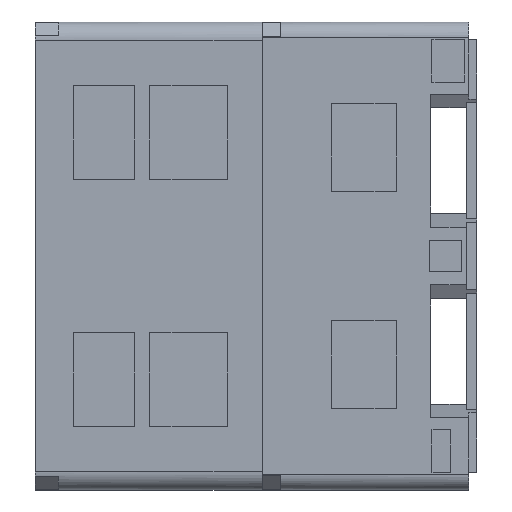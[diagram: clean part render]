
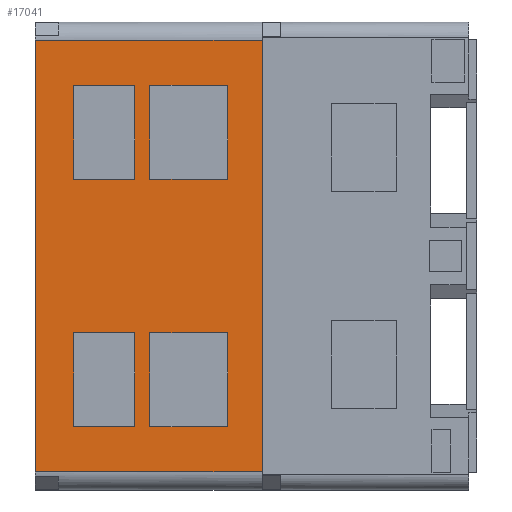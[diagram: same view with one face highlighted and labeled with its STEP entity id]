
A CAD part, left-side view. The second image highlights one B-rep face of the part: STEP entity #17041.
In plain terms, the highlighted face is planar.
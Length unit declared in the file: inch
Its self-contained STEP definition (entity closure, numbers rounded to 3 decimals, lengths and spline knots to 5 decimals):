
#15749=DIRECTION('',(0.,0.,-1.));
#15750=VECTOR('',#15749,41.);
#15751=CARTESIAN_POINT('',(0.,0.,20.5));
#15752=LINE('',#15751,#15750);
#15987=DIRECTION('',(0.,1.,0.));
#15988=VECTOR('',#15987,21.58);
#15989=CARTESIAN_POINT('',(0.,0.,-20.5));
#15990=LINE('',#15989,#15988);
#16054=DIRECTION('',(0.,0.,-1.));
#16055=VECTOR('',#16054,41.);
#16056=CARTESIAN_POINT('',(0.,21.58,20.5));
#16057=LINE('',#16056,#16055);
#16080=DIRECTION('',(0.,1.,0.));
#16081=VECTOR('',#16080,21.58);
#16082=CARTESIAN_POINT('',(0.,0.,20.5));
#16083=LINE('',#16082,#16081);
#16084=DIRECTION('',(0.,1.,0.));
#16085=VECTOR('',#16084,5.813);
#16086=CARTESIAN_POINT('',(0.,12.13,7.282));
#16087=LINE('',#16086,#16085);
#16088=DIRECTION('',(0.,0.,1.));
#16089=VECTOR('',#16088,8.936);
#16090=CARTESIAN_POINT('',(0.,17.943,7.282));
#16091=LINE('',#16090,#16089);
#16092=DIRECTION('',(0.,-1.,0.));
#16093=VECTOR('',#16092,5.813);
#16094=CARTESIAN_POINT('',(0.,17.943,16.218));
#16095=LINE('',#16094,#16093);
#16096=DIRECTION('',(0.,0.,-1.));
#16097=VECTOR('',#16096,8.936);
#16098=CARTESIAN_POINT('',(0.,12.13,16.218));
#16099=LINE('',#16098,#16097);
#16100=DIRECTION('',(0.,0.,-1.));
#16101=VECTOR('',#16100,8.936);
#16102=CARTESIAN_POINT('',(0.,3.28,16.218));
#16103=LINE('',#16102,#16101);
#16104=DIRECTION('',(0.,1.,0.));
#16105=VECTOR('',#16104,7.416);
#16106=CARTESIAN_POINT('',(0.,3.28,7.282));
#16107=LINE('',#16106,#16105);
#16108=DIRECTION('',(0.,0.,1.));
#16109=VECTOR('',#16108,8.936);
#16110=CARTESIAN_POINT('',(0.,10.696,7.282));
#16111=LINE('',#16110,#16109);
#16112=DIRECTION('',(0.,-1.,0.));
#16113=VECTOR('',#16112,7.416);
#16114=CARTESIAN_POINT('',(0.,10.696,16.218));
#16115=LINE('',#16114,#16113);
#16116=DIRECTION('',(0.,0.,-1.));
#16117=VECTOR('',#16116,8.936);
#16118=CARTESIAN_POINT('',(0.,12.13,-7.282));
#16119=LINE('',#16118,#16117);
#16120=DIRECTION('',(0.,1.,0.));
#16121=VECTOR('',#16120,5.813);
#16122=CARTESIAN_POINT('',(0.,12.13,-16.218));
#16123=LINE('',#16122,#16121);
#16124=DIRECTION('',(0.,0.,1.));
#16125=VECTOR('',#16124,8.936);
#16126=CARTESIAN_POINT('',(0.,17.943,-16.218));
#16127=LINE('',#16126,#16125);
#16128=DIRECTION('',(0.,-1.,0.));
#16129=VECTOR('',#16128,5.813);
#16130=CARTESIAN_POINT('',(0.,17.943,-7.282));
#16131=LINE('',#16130,#16129);
#16132=DIRECTION('',(0.,1.,0.));
#16133=VECTOR('',#16132,7.416);
#16134=CARTESIAN_POINT('',(0.,3.28,-16.218));
#16135=LINE('',#16134,#16133);
#16136=DIRECTION('',(0.,0.,1.));
#16137=VECTOR('',#16136,8.936);
#16138=CARTESIAN_POINT('',(0.,10.696,-16.218));
#16139=LINE('',#16138,#16137);
#16140=DIRECTION('',(0.,-1.,0.));
#16141=VECTOR('',#16140,7.416);
#16142=CARTESIAN_POINT('',(0.,10.696,-7.282));
#16143=LINE('',#16142,#16141);
#16144=DIRECTION('',(0.,0.,-1.));
#16145=VECTOR('',#16144,8.936);
#16146=CARTESIAN_POINT('',(0.,3.28,-7.282));
#16147=LINE('',#16146,#16145);
#16288=CARTESIAN_POINT('',(0.,0.,-20.5));
#16290=VERTEX_POINT('',#16288);
#16306=CARTESIAN_POINT('',(0.,0.,20.5));
#16307=VERTEX_POINT('',#16306);
#16324=CARTESIAN_POINT('',(0.,21.58,20.5));
#16325=CARTESIAN_POINT('',(0.,21.58,-20.5));
#16326=VERTEX_POINT('',#16324);
#16327=VERTEX_POINT('',#16325);
#16376=CARTESIAN_POINT('',(0.,12.13,7.282));
#16377=CARTESIAN_POINT('',(0.,17.943,7.282));
#16378=VERTEX_POINT('',#16376);
#16379=VERTEX_POINT('',#16377);
#16380=CARTESIAN_POINT('',(0.,17.943,16.218));
#16381=VERTEX_POINT('',#16380);
#16382=CARTESIAN_POINT('',(0.,12.13,16.218));
#16383=VERTEX_POINT('',#16382);
#16384=CARTESIAN_POINT('',(0.,3.28,16.218));
#16385=CARTESIAN_POINT('',(0.,3.28,7.282));
#16386=VERTEX_POINT('',#16384);
#16387=VERTEX_POINT('',#16385);
#16388=CARTESIAN_POINT('',(0.,10.696,7.282));
#16389=VERTEX_POINT('',#16388);
#16390=CARTESIAN_POINT('',(0.,10.696,16.218));
#16391=VERTEX_POINT('',#16390);
#16392=CARTESIAN_POINT('',(0.,12.13,-7.282));
#16393=CARTESIAN_POINT('',(0.,12.13,-16.218));
#16394=VERTEX_POINT('',#16392);
#16395=VERTEX_POINT('',#16393);
#16396=CARTESIAN_POINT('',(0.,17.943,-16.218));
#16397=VERTEX_POINT('',#16396);
#16398=CARTESIAN_POINT('',(0.,17.943,-7.282));
#16399=VERTEX_POINT('',#16398);
#16400=CARTESIAN_POINT('',(0.,3.28,-16.218));
#16401=CARTESIAN_POINT('',(0.,10.696,-16.218));
#16402=VERTEX_POINT('',#16400);
#16403=VERTEX_POINT('',#16401);
#16404=CARTESIAN_POINT('',(0.,10.696,-7.282));
#16405=VERTEX_POINT('',#16404);
#16406=CARTESIAN_POINT('',(0.,3.28,-7.282));
#16407=VERTEX_POINT('',#16406);
#16990=CARTESIAN_POINT('',(0.,0.,20.5));
#16991=DIRECTION('',(1.,0.,0.));
#16992=DIRECTION('',(0.,0.,-1.));
#16993=AXIS2_PLACEMENT_3D('',#16990,#16991,#16992);
#16994=PLANE('',#16993);
#16995=ORIENTED_EDGE('',*,*,#16515,.F.);
#16996=ORIENTED_EDGE('',*,*,#16980,.T.);
#16997=ORIENTED_EDGE('',*,*,#16951,.T.);
#16998=ORIENTED_EDGE('',*,*,#16884,.F.);
#16999=EDGE_LOOP('',(#16995,#16996,#16997,#16998));
#17000=FACE_OUTER_BOUND('',#16999,.F.);
#17002=ORIENTED_EDGE('',*,*,#17001,.T.);
#17004=ORIENTED_EDGE('',*,*,#17003,.T.);
#17006=ORIENTED_EDGE('',*,*,#17005,.T.);
#17008=ORIENTED_EDGE('',*,*,#17007,.T.);
#17009=EDGE_LOOP('',(#17002,#17004,#17006,#17008));
#17010=FACE_BOUND('',#17009,.F.);
#17012=ORIENTED_EDGE('',*,*,#17011,.T.);
#17014=ORIENTED_EDGE('',*,*,#17013,.T.);
#17016=ORIENTED_EDGE('',*,*,#17015,.T.);
#17018=ORIENTED_EDGE('',*,*,#17017,.T.);
#17019=EDGE_LOOP('',(#17012,#17014,#17016,#17018));
#17020=FACE_BOUND('',#17019,.F.);
#17022=ORIENTED_EDGE('',*,*,#17021,.T.);
#17024=ORIENTED_EDGE('',*,*,#17023,.T.);
#17026=ORIENTED_EDGE('',*,*,#17025,.T.);
#17028=ORIENTED_EDGE('',*,*,#17027,.T.);
#17029=EDGE_LOOP('',(#17022,#17024,#17026,#17028));
#17030=FACE_BOUND('',#17029,.F.);
#17032=ORIENTED_EDGE('',*,*,#17031,.T.);
#17034=ORIENTED_EDGE('',*,*,#17033,.T.);
#17036=ORIENTED_EDGE('',*,*,#17035,.T.);
#17038=ORIENTED_EDGE('',*,*,#17037,.T.);
#17039=EDGE_LOOP('',(#17032,#17034,#17036,#17038));
#17040=FACE_BOUND('',#17039,.F.);
#17041=ADVANCED_FACE('',(#17000,#17010,#17020,#17030,#17040),#16994,.T.);
#16515=EDGE_CURVE('',#16307,#16290,#15752,.T.);
#16884=EDGE_CURVE('',#16290,#16327,#15990,.T.);
#16951=EDGE_CURVE('',#16326,#16327,#16057,.T.);
#16980=EDGE_CURVE('',#16307,#16326,#16083,.T.);
#17001=EDGE_CURVE('',#16378,#16379,#16087,.T.);
#17003=EDGE_CURVE('',#16379,#16381,#16091,.T.);
#17005=EDGE_CURVE('',#16381,#16383,#16095,.T.);
#17007=EDGE_CURVE('',#16383,#16378,#16099,.T.);
#17011=EDGE_CURVE('',#16386,#16387,#16103,.T.);
#17013=EDGE_CURVE('',#16387,#16389,#16107,.T.);
#17015=EDGE_CURVE('',#16389,#16391,#16111,.T.);
#17017=EDGE_CURVE('',#16391,#16386,#16115,.T.);
#17021=EDGE_CURVE('',#16394,#16395,#16119,.T.);
#17023=EDGE_CURVE('',#16395,#16397,#16123,.T.);
#17025=EDGE_CURVE('',#16397,#16399,#16127,.T.);
#17027=EDGE_CURVE('',#16399,#16394,#16131,.T.);
#17031=EDGE_CURVE('',#16402,#16403,#16135,.T.);
#17033=EDGE_CURVE('',#16403,#16405,#16139,.T.);
#17035=EDGE_CURVE('',#16405,#16407,#16143,.T.);
#17037=EDGE_CURVE('',#16407,#16402,#16147,.T.);
